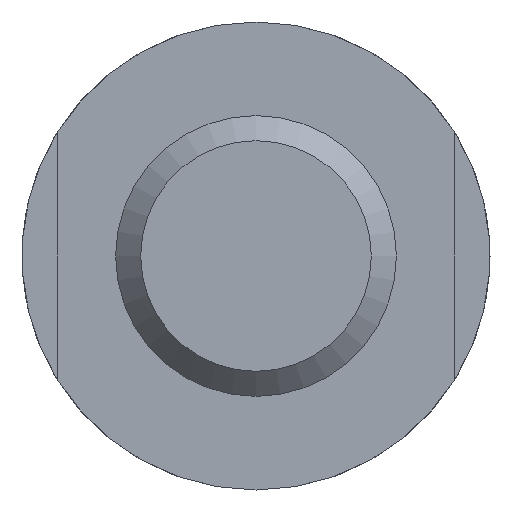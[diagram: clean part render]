
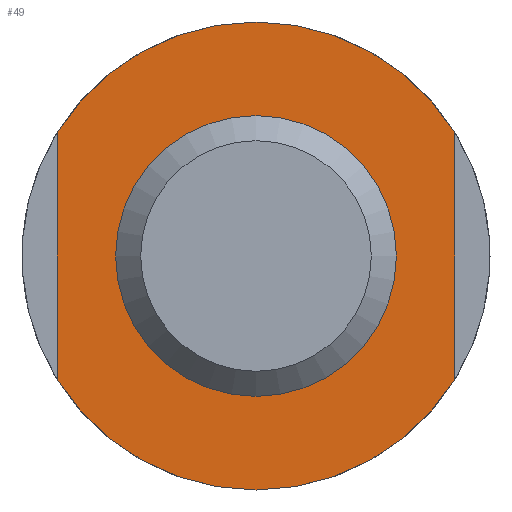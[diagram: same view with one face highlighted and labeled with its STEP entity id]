
A CAD part, front view. The second image highlights one B-rep face of the part: STEP entity #49.
In plain terms, the highlighted planar face has unit normal (0, -1, 0).
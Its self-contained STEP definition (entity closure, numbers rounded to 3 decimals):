
#49 = ADVANCED_FACE( '', ( #104, #105 ), #106, .F. );
#104 = FACE_BOUND( '', #165, .T. );
#105 = FACE_OUTER_BOUND( '', #166, .T. );
#106 = PLANE( '', #167 );
#165 = EDGE_LOOP( '', ( #240 ) );
#166 = EDGE_LOOP( '', ( #241, #242, #243, #244 ) );
#167 = AXIS2_PLACEMENT_3D( '', #245, #246, #247 );
#240 = ORIENTED_EDGE( '', *, *, #312, .F. );
#241 = ORIENTED_EDGE( '', *, *, #307, .F. );
#242 = ORIENTED_EDGE( '', *, *, #322, .T. );
#243 = ORIENTED_EDGE( '', *, *, #325, .F. );
#244 = ORIENTED_EDGE( '', *, *, #318, .T. );
#245 = CARTESIAN_POINT( '', ( 10., 12., 0. ) );
#246 = DIRECTION( '', ( 0., 1., 0. ) );
#247 = DIRECTION( '', ( 0., 0., 1. ) );
#307 = EDGE_CURVE( '', #344, #346, #347, .T. );
#312 = EDGE_CURVE( '', #354, #354, #355, .T. );
#318 = EDGE_CURVE( '', #363, #346, #364, .T. );
#322 = EDGE_CURVE( '', #344, #369, #371, .T. );
#325 = EDGE_CURVE( '', #363, #369, #375, .T. );
#344 = VERTEX_POINT( '', #397 );
#346 = VERTEX_POINT( '', #400 );
#347 = LINE( '', #401, #402 );
#354 = VERTEX_POINT( '', #411 );
#355 = CIRCLE( '', #412, 4.927 );
#363 = VERTEX_POINT( '', #420 );
#364 = CIRCLE( '', #421, 10. );
#369 = VERTEX_POINT( '', #427 );
#371 = CIRCLE( '', #430, 10. );
#375 = LINE( '', #434, #435 );
#397 = CARTESIAN_POINT( '', ( 8.5, 12., 5.268 ) );
#400 = CARTESIAN_POINT( '', ( 8.5, 12., -5.268 ) );
#401 = CARTESIAN_POINT( '', ( 8.5, 12., 0. ) );
#402 = VECTOR( '', #457, 1000. );
#411 = CARTESIAN_POINT( '', ( 0., 12., -4.927 ) );
#412 = AXIS2_PLACEMENT_3D( '', #463, #464, #465 );
#420 = CARTESIAN_POINT( '', ( -8.5, 12., -5.268 ) );
#421 = AXIS2_PLACEMENT_3D( '', #475, #476, #477 );
#427 = CARTESIAN_POINT( '', ( -8.5, 12., 5.268 ) );
#430 = AXIS2_PLACEMENT_3D( '', #483, #484, #485 );
#434 = CARTESIAN_POINT( '', ( -8.5, 12., 0. ) );
#435 = VECTOR( '', #489, 1000. );
#457 = DIRECTION( '', ( 0., 0., -1. ) );
#463 = CARTESIAN_POINT( '', ( 0., 12., 0. ) );
#464 = DIRECTION( '', ( 0., -1., 0. ) );
#465 = DIRECTION( '', ( 0., 0., -1. ) );
#475 = CARTESIAN_POINT( '', ( 0., 12., 0. ) );
#476 = DIRECTION( '', ( 0., -1., 0. ) );
#477 = DIRECTION( '', ( 0., 0., -1. ) );
#483 = CARTESIAN_POINT( '', ( 0., 12., 0. ) );
#484 = DIRECTION( '', ( 0., -1., 0. ) );
#485 = DIRECTION( '', ( 0., 0., -1. ) );
#489 = DIRECTION( '', ( 0., 0., 1. ) );
